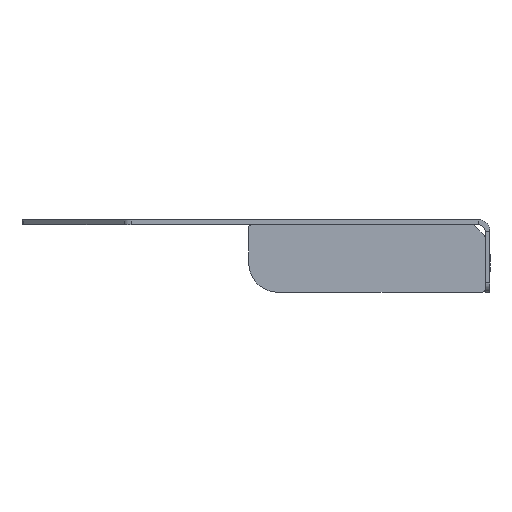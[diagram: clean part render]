
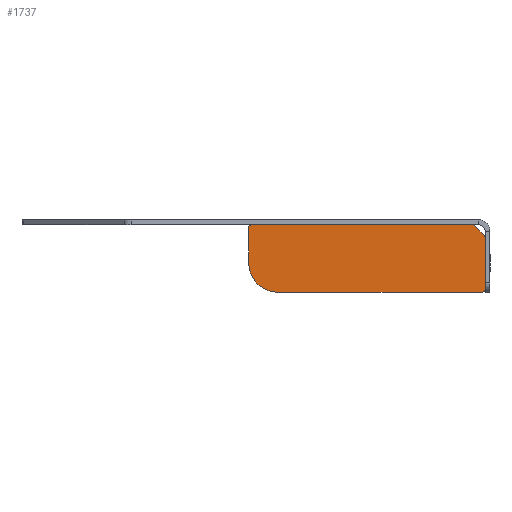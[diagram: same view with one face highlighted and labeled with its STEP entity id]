
A CAD part, left-side view. The second image highlights one B-rep face of the part: STEP entity #1737.
In plain terms, the highlighted planar face has unit normal (-1, 0, 0).
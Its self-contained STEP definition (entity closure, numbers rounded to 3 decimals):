
#3 = DIRECTION ( 'NONE',  ( 1., 0., 0. ) ) ;
#89 = DIRECTION ( 'NONE',  ( 0., -0.707, -0.707 ) ) ;
#331 = AXIS2_PLACEMENT_3D ( 'NONE', #5160, #4190, #2692 ) ;
#384 = CARTESIAN_POINT ( 'NONE',  ( -525., 220., -45. ) ) ;
#437 = DIRECTION ( 'NONE',  ( 0., 0., 1. ) ) ;
#477 = DIRECTION ( 'NONE',  ( 0., 1., 0. ) ) ;
#525 = CARTESIAN_POINT ( 'NONE',  ( -525., 5., -18.243 ) ) ;
#529 = ORIENTED_EDGE ( 'NONE', *, *, #5551, .F. ) ;
#646 = CARTESIAN_POINT ( 'NONE',  ( -525., 5.879, -16.121 ) ) ;
#716 = ORIENTED_EDGE ( 'NONE', *, *, #4622, .F. ) ;
#746 = DIRECTION ( 'NONE',  ( 0., -1., 0. ) ) ;
#909 = CARTESIAN_POINT ( 'NONE',  ( -525., 16.121, -5.879 ) ) ;
#992 = ORIENTED_EDGE ( 'NONE', *, *, #3901, .F. ) ;
#1023 = CARTESIAN_POINT ( 'NONE',  ( -525., 5., -75. ) ) ;
#1078 = AXIS2_PLACEMENT_3D ( 'NONE', #2440, #3, #4335 ) ;
#1088 = VECTOR ( 'NONE', #3733, 1000. ) ;
#1175 = EDGE_CURVE ( 'NONE', #4552, #5722, #6263, .T. ) ;
#1281 = CARTESIAN_POINT ( 'NONE',  ( -525., 250., -5. ) ) ;
#1288 = AXIS2_PLACEMENT_3D ( 'NONE', #1343, #4285, #5778 ) ;
#1343 = CARTESIAN_POINT ( 'NONE',  ( -525., 8., -18.243 ) ) ;
#1444 = CARTESIAN_POINT ( 'NONE',  ( -525., 247., -8. ) ) ;
#1448 = CARTESIAN_POINT ( 'NONE',  ( -525., 5., -72. ) ) ;
#1494 = CARTESIAN_POINT ( 'NONE',  ( -525., 247., -5. ) ) ;
#1505 = ORIENTED_EDGE ( 'NONE', *, *, #4036, .F. ) ;
#1541 = VECTOR ( 'NONE', #437, 1000. ) ;
#1623 = LINE ( 'NONE', #1997, #1541 ) ;
#1630 = CIRCLE ( 'NONE', #1078, 3. ) ;
#1737 = ADVANCED_FACE ( 'NONE', ( #5113 ), #3806, .T. ) ;
#1738 = VECTOR ( 'NONE', #89, 1000. ) ;
#1781 = VECTOR ( 'NONE', #3039, 1000. ) ;
#1821 = VERTEX_POINT ( 'NONE', #3415 ) ;
#1997 = CARTESIAN_POINT ( 'NONE',  ( -525., 250., -45. ) ) ;
#2059 = DIRECTION ( 'NONE',  ( 1., 0., 0. ) ) ;
#2078 = LINE ( 'NONE', #1281, #2626 ) ;
#2225 = VERTEX_POINT ( 'NONE', #6176 ) ;
#2431 = DIRECTION ( 'NONE',  ( 0., 1., 0. ) ) ;
#2440 = CARTESIAN_POINT ( 'NONE',  ( -525., 18.243, -8. ) ) ;
#2510 = ORIENTED_EDGE ( 'NONE', *, *, #6025, .F. ) ;
#2626 = VECTOR ( 'NONE', #746, 1000. ) ;
#2661 = EDGE_CURVE ( 'NONE', #5712, #4967, #6238, .T. ) ;
#2692 = DIRECTION ( 'NONE',  ( 0., 1., 0. ) ) ;
#2732 = ORIENTED_EDGE ( 'NONE', *, *, #1175, .F. ) ;
#2761 = VERTEX_POINT ( 'NONE', #5252 ) ;
#2851 = LINE ( 'NONE', #1023, #1781 ) ;
#3039 = DIRECTION ( 'NONE',  ( 0., 1., 0. ) ) ;
#3250 = CARTESIAN_POINT ( 'NONE',  ( -525., 5., -17. ) ) ;
#3321 = CIRCLE ( 'NONE', #3998, 3. ) ;
#3338 = AXIS2_PLACEMENT_3D ( 'NONE', #384, #3829, #477 ) ;
#3407 = EDGE_CURVE ( 'NONE', #3509, #4552, #1630, .T. ) ;
#3415 = CARTESIAN_POINT ( 'NONE',  ( -525., 220., -75. ) ) ;
#3459 = EDGE_LOOP ( 'NONE', ( #6133, #716, #2510, #3678, #992, #529, #2732, #5227, #5874, #1505 ) ) ;
#3509 = VERTEX_POINT ( 'NONE', #4399 ) ;
#3558 = CIRCLE ( 'NONE', #3891, 30. ) ;
#3582 = VERTEX_POINT ( 'NONE', #1494 ) ;
#3629 = LINE ( 'NONE', #3250, #1088 ) ;
#3678 = ORIENTED_EDGE ( 'NONE', *, *, #2661, .F. ) ;
#3733 = DIRECTION ( 'NONE',  ( 0., 0., -1. ) ) ;
#3806 = PLANE ( 'NONE',  #3338 ) ;
#3829 = DIRECTION ( 'NONE',  ( -1., 0., 0. ) ) ;
#3891 = AXIS2_PLACEMENT_3D ( 'NONE', #4485, #2059, #5952 ) ;
#3901 = EDGE_CURVE ( 'NONE', #4717, #5712, #3629, .T. ) ;
#3998 = AXIS2_PLACEMENT_3D ( 'NONE', #1444, #6335, #2431 ) ;
#4036 = EDGE_CURVE ( 'NONE', #2761, #3582, #3321, .T. ) ;
#4190 = DIRECTION ( 'NONE',  ( 1., 0., 0. ) ) ;
#4252 = CARTESIAN_POINT ( 'NONE',  ( -525., 8., -75. ) ) ;
#4285 = DIRECTION ( 'NONE',  ( 1., 0., 0. ) ) ;
#4335 = DIRECTION ( 'NONE',  ( 0., 1., 0. ) ) ;
#4399 = CARTESIAN_POINT ( 'NONE',  ( -525., 18.243, -5. ) ) ;
#4485 = CARTESIAN_POINT ( 'NONE',  ( -525., 220., -45. ) ) ;
#4552 = VERTEX_POINT ( 'NONE', #909 ) ;
#4622 = EDGE_CURVE ( 'NONE', #1821, #2225, #3558, .T. ) ;
#4717 = VERTEX_POINT ( 'NONE', #525 ) ;
#4967 = VERTEX_POINT ( 'NONE', #4252 ) ;
#5069 = CARTESIAN_POINT ( 'NONE',  ( -525., 17., -5. ) ) ;
#5113 = FACE_OUTER_BOUND ( 'NONE', #3459, .T. ) ;
#5160 = CARTESIAN_POINT ( 'NONE',  ( -525., 8., -72. ) ) ;
#5224 = EDGE_CURVE ( 'NONE', #2225, #2761, #1623, .T. ) ;
#5227 = ORIENTED_EDGE ( 'NONE', *, *, #3407, .F. ) ;
#5252 = CARTESIAN_POINT ( 'NONE',  ( -525., 250., -8. ) ) ;
#5517 = EDGE_CURVE ( 'NONE', #3582, #3509, #2078, .T. ) ;
#5551 = EDGE_CURVE ( 'NONE', #5722, #4717, #5826, .T. ) ;
#5712 = VERTEX_POINT ( 'NONE', #1448 ) ;
#5722 = VERTEX_POINT ( 'NONE', #646 ) ;
#5778 = DIRECTION ( 'NONE',  ( 0., 1., 0. ) ) ;
#5826 = CIRCLE ( 'NONE', #1288, 3. ) ;
#5874 = ORIENTED_EDGE ( 'NONE', *, *, #5517, .F. ) ;
#5952 = DIRECTION ( 'NONE',  ( 0., 1., 0. ) ) ;
#6025 = EDGE_CURVE ( 'NONE', #4967, #1821, #2851, .T. ) ;
#6133 = ORIENTED_EDGE ( 'NONE', *, *, #5224, .F. ) ;
#6176 = CARTESIAN_POINT ( 'NONE',  ( -525., 250., -45. ) ) ;
#6238 = CIRCLE ( 'NONE', #331, 3. ) ;
#6263 = LINE ( 'NONE', #5069, #1738 ) ;
#6335 = DIRECTION ( 'NONE',  ( 1., 0., 0. ) ) ;
